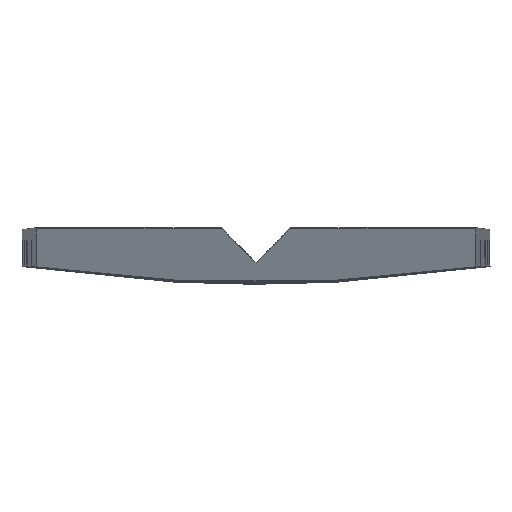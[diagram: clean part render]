
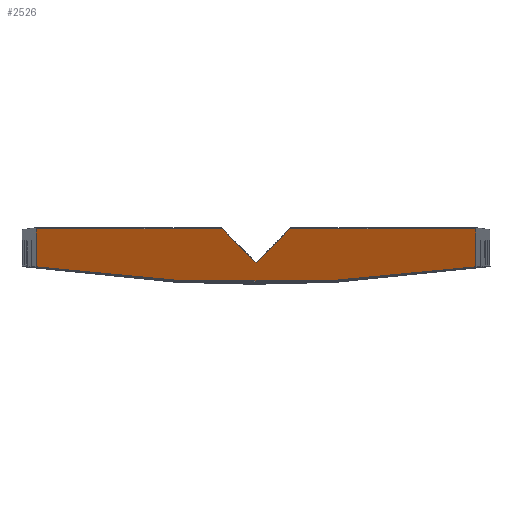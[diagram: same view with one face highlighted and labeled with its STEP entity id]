
A CAD part, top view. The second image highlights one B-rep face of the part: STEP entity #2526.
In plain terms, the highlighted planar face has unit normal (0, -0.383, 0.924).
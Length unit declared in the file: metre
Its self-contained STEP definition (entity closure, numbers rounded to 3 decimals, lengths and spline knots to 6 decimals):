
#28=ELLIPSE('',#2634,0.192508,0.1778);
#110=LINE('',#5035,#201);
#123=LINE('',#5959,#214);
#124=LINE('',#5961,#215);
#125=LINE('',#5963,#216);
#126=LINE('',#5965,#217);
#127=LINE('',#5966,#218);
#201=VECTOR('',#2882,1.);
#214=VECTOR('',#2899,1.);
#215=VECTOR('',#2900,1.);
#216=VECTOR('',#2901,1.);
#217=VECTOR('',#2902,1.);
#218=VECTOR('',#2903,1.);
#1066=ORIENTED_EDGE('',*,*,#1618,.T.);
#1067=ORIENTED_EDGE('',*,*,#1725,.T.);
#1068=ORIENTED_EDGE('',*,*,#1726,.F.);
#1069=ORIENTED_EDGE('',*,*,#1727,.T.);
#1070=ORIENTED_EDGE('',*,*,#1728,.F.);
#1071=ORIENTED_EDGE('',*,*,#1613,.T.);
#1072=ORIENTED_EDGE('',*,*,#1729,.F.);
#1613=EDGE_CURVE('',#1957,#1958,#28,.T.);
#1618=EDGE_CURVE('',#1962,#1961,#110,.T.);
#1725=EDGE_CURVE('',#1961,#2019,#123,.T.);
#1726=EDGE_CURVE('',#2020,#2019,#124,.T.);
#1727=EDGE_CURVE('',#2020,#2021,#125,.T.);
#1728=EDGE_CURVE('',#1957,#2021,#126,.T.);
#1729=EDGE_CURVE('',#1962,#1958,#127,.T.);
#1957=VERTEX_POINT('',#5025);
#1958=VERTEX_POINT('',#5026);
#1961=VERTEX_POINT('',#5034);
#1962=VERTEX_POINT('',#5036);
#2019=VERTEX_POINT('',#5960);
#2020=VERTEX_POINT('',#5962);
#2021=VERTEX_POINT('',#5964);
#2193=EDGE_LOOP('',(#1066,#1067,#1068,#1069,#1070,#1071,#1072));
#2352=FACE_BOUND('',#2193,.T.);
#2402=PLANE('',#2640);
#2526=ADVANCED_FACE('',(#2352),#2402,.T.);
#2634=AXIS2_PLACEMENT_3D('',#5024,#2871,#2872);
#2640=AXIS2_PLACEMENT_3D('',#5958,#2897,#2898);
#2871=DIRECTION('',(0.,-0.383,0.924));
#2872=DIRECTION('',(0.,-0.924,-0.383));
#2882=DIRECTION('',(-1.,0.,0.));
#2897=DIRECTION('',(0.,-0.383,0.924));
#2898=DIRECTION('',(-1.,0.,0.));
#2899=DIRECTION('',(-0.678,-0.678,-0.282));
#2900=DIRECTION('',(0.678,-0.678,-0.282));
#2901=DIRECTION('',(-1.,0.,0.));
#2902=DIRECTION('',(0.005,0.924,0.383));
#2903=DIRECTION('',(0.005,-0.924,-0.383));
#5024=CARTESIAN_POINT('',(-0.000005,0.16116,0.315047));
#5025=CARTESIAN_POINT('',(-0.025268,-0.014836,0.241997));
#5026=CARTESIAN_POINT('',(0.025259,-0.014836,0.241997));
#5034=CARTESIAN_POINT('',(0.003857,-0.010479,0.243805));
#5035=CARTESIAN_POINT('',(-0.025243,-0.010479,0.243805));
#5036=CARTESIAN_POINT('',(0.025235,-0.010479,0.243805));
#5958=CARTESIAN_POINT('',(-0.000005,-0.010341,0.243863));
#5959=CARTESIAN_POINT('',(0.002154,-0.012182,0.243098));
#5960=CARTESIAN_POINT('',(-0.000005,-0.014341,0.242202));
#5961=CARTESIAN_POINT('',(-0.002163,-0.012182,0.243098));
#5962=CARTESIAN_POINT('',(-0.003866,-0.010479,0.243805));
#5963=CARTESIAN_POINT('',(-0.025243,-0.010479,0.243805));
#5964=CARTESIAN_POINT('',(-0.025244,-0.010479,0.243805));
#5965=CARTESIAN_POINT('',(-0.025381,-0.035384,0.233468));
#5966=CARTESIAN_POINT('',(0.025372,-0.035384,0.233468));
